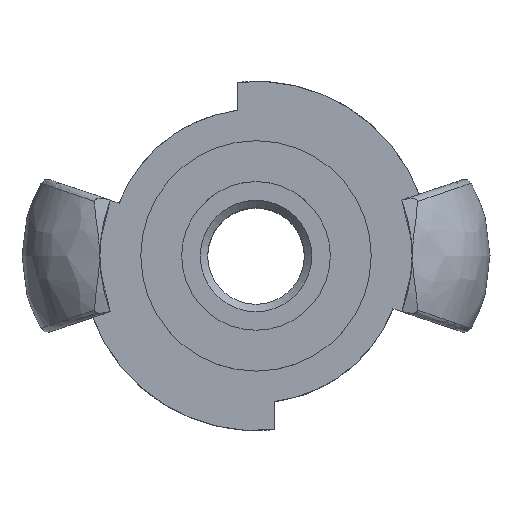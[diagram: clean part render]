
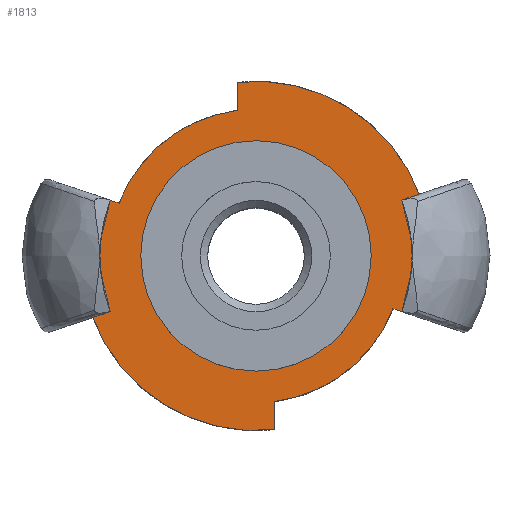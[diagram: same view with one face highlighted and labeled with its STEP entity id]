
A CAD part, top view. The second image highlights one B-rep face of the part: STEP entity #1813.
In plain terms, the highlighted planar face has unit normal (0, 0, 1).
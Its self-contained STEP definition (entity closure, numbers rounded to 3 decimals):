
#22=FACE_BOUND('',#285,.T.);
#117=PLANE('',#1983);
#188=FACE_OUTER_BOUND('',#284,.T.);
#284=EDGE_LOOP('',(#1383,#1384,#1385,#1386,#1387,#1388,#1389,#1390,#1391,
#1392,#1393,#1394));
#285=EDGE_LOOP('',(#1395));
#381=CIRCLE('',#1940,25.5);
#383=CIRCLE('',#1943,25.5);
#391=CIRCLE('',#1961,23.497);
#396=CIRCLE('',#1973,23.5);
#397=CIRCLE('',#1984,19.75);
#398=CIRCLE('',#1985,19.75);
#399=CIRCLE('',#1986,15.5);
#500=LINE('',#2882,#591);
#511=LINE('',#3063,#602);
#515=LINE('',#3089,#606);
#519=LINE('',#3115,#610);
#522=LINE('',#3132,#613);
#525=LINE('',#3355,#616);
#591=VECTOR('',#2285,10.);
#602=VECTOR('',#2326,10.);
#606=VECTOR('',#2334,10.);
#610=VECTOR('',#2350,10.);
#613=VECTOR('',#2355,10.);
#616=VECTOR('',#2362,10.);
#696=VERTEX_POINT('',#2771);
#697=VERTEX_POINT('',#2773);
#700=VERTEX_POINT('',#2798);
#701=VERTEX_POINT('',#2800);
#708=VERTEX_POINT('',#2875);
#711=VERTEX_POINT('',#2880);
#727=VERTEX_POINT('',#3004);
#728=VERTEX_POINT('',#3006);
#732=VERTEX_POINT('',#3087);
#735=VERTEX_POINT('',#3097);
#740=VERTEX_POINT('',#3131);
#752=VERTEX_POINT('',#3354);
#759=VERTEX_POINT('',#3771);
#898=EDGE_CURVE('',#696,#697,#381,.T.);
#903=EDGE_CURVE('',#700,#701,#383,.T.);
#918=EDGE_CURVE('',#708,#711,#500,.T.);
#936=EDGE_CURVE('',#728,#727,#391,.T.);
#944=EDGE_CURVE('',#728,#700,#511,.T.);
#949=EDGE_CURVE('',#727,#732,#515,.T.);
#953=EDGE_CURVE('',#735,#708,#396,.T.);
#957=EDGE_CURVE('',#735,#696,#519,.T.);
#961=EDGE_CURVE('',#701,#740,#522,.T.);
#977=EDGE_CURVE('',#697,#752,#525,.T.);
#994=EDGE_CURVE('',#752,#732,#397,.T.);
#995=EDGE_CURVE('',#740,#711,#398,.T.);
#996=EDGE_CURVE('',#759,#759,#399,.T.);
#1383=ORIENTED_EDGE('',*,*,#961,.F.);
#1384=ORIENTED_EDGE('',*,*,#903,.F.);
#1385=ORIENTED_EDGE('',*,*,#944,.F.);
#1386=ORIENTED_EDGE('',*,*,#936,.T.);
#1387=ORIENTED_EDGE('',*,*,#949,.T.);
#1388=ORIENTED_EDGE('',*,*,#994,.F.);
#1389=ORIENTED_EDGE('',*,*,#977,.F.);
#1390=ORIENTED_EDGE('',*,*,#898,.F.);
#1391=ORIENTED_EDGE('',*,*,#957,.F.);
#1392=ORIENTED_EDGE('',*,*,#953,.T.);
#1393=ORIENTED_EDGE('',*,*,#918,.T.);
#1394=ORIENTED_EDGE('',*,*,#995,.F.);
#1395=ORIENTED_EDGE('',*,*,#996,.T.);
#1813=ADVANCED_FACE('',(#188,#22),#117,.F.);
#1940=AXIS2_PLACEMENT_3D('',#2774,#2251,#2252);
#1943=AXIS2_PLACEMENT_3D('',#2801,#2259,#2260);
#1961=AXIS2_PLACEMENT_3D('',#3007,#2312,#2313);
#1973=AXIS2_PLACEMENT_3D('',#3098,#2344,#2345);
#1983=AXIS2_PLACEMENT_3D('',#3768,#2374,#2375);
#1984=AXIS2_PLACEMENT_3D('',#3769,#2376,#2377);
#1985=AXIS2_PLACEMENT_3D('',#3770,#2378,#2379);
#1986=AXIS2_PLACEMENT_3D('',#3772,#2380,#2381);
#2251=DIRECTION('center_axis',(0.,0.,-1.));
#2252=DIRECTION('ref_axis',(0.,-1.,0.));
#2259=DIRECTION('center_axis',(0.,0.,-1.));
#2260=DIRECTION('ref_axis',(0.,-1.,0.));
#2285=DIRECTION('',(0.,1.,0.));
#2312=DIRECTION('center_axis',(0.,0.,1.));
#2313=DIRECTION('ref_axis',(0.936,0.353,0.));
#2326=DIRECTION('',(0.948,0.319,0.));
#2334=DIRECTION('',(0.,-1.,0.));
#2344=DIRECTION('center_axis',(0.,0.,1.));
#2345=DIRECTION('ref_axis',(-0.936,-0.353,0.));
#2350=DIRECTION('',(-0.948,-0.319,0.));
#2355=DIRECTION('',(-0.948,0.319,0.));
#2362=DIRECTION('',(0.948,-0.319,0.));
#2374=DIRECTION('center_axis',(0.,0.,-1.));
#2375=DIRECTION('ref_axis',(-1.,0.,0.));
#2376=DIRECTION('center_axis',(0.,0.,-1.));
#2377=DIRECTION('ref_axis',(-1.,0.,0.));
#2378=DIRECTION('center_axis',(0.,0.,-1.));
#2379=DIRECTION('ref_axis',(-1.,0.,0.));
#2380=DIRECTION('center_axis',(0.,0.,-1.));
#2381=DIRECTION('ref_axis',(0.,1.,0.));
#2771=CARTESIAN_POINT('',(-23.883,-8.937,1.162));
#2773=CARTESIAN_POINT('',(-23.883,8.937,1.162));
#2774=CARTESIAN_POINT('Origin',(0.,0.,1.162));
#2798=CARTESIAN_POINT('',(23.883,8.937,1.162));
#2800=CARTESIAN_POINT('',(23.883,-8.937,1.162));
#2801=CARTESIAN_POINT('Origin',(0.,0.,1.162));
#2875=CARTESIAN_POINT('',(2.5,-23.367,1.162));
#2880=CARTESIAN_POINT('',(2.5,-19.591,1.162));
#2882=CARTESIAN_POINT('',(2.5,0.,1.162));
#3004=CARTESIAN_POINT('',(-2.5,23.364,1.162));
#3006=CARTESIAN_POINT('',(21.984,8.298,1.162));
#3007=CARTESIAN_POINT('Origin',(0.,0.,1.162));
#3063=CARTESIAN_POINT('',(7.151,3.302,1.162));
#3087=CARTESIAN_POINT('',(-2.5,19.591,1.162));
#3089=CARTESIAN_POINT('',(-2.5,0.,1.162));
#3097=CARTESIAN_POINT('',(-21.986,-8.299,1.162));
#3098=CARTESIAN_POINT('Origin',(0.,0.,1.162));
#3115=CARTESIAN_POINT('',(-11.008,-4.601,1.162));
#3131=CARTESIAN_POINT('',(18.429,-7.101,1.162));
#3132=CARTESIAN_POINT('',(16.054,-6.301,1.162));
#3354=CARTESIAN_POINT('',(-18.429,7.101,1.162));
#3355=CARTESIAN_POINT('',(-12.197,5.002,1.162));
#3768=CARTESIAN_POINT('Origin',(0.,-12.75,1.162));
#3769=CARTESIAN_POINT('Origin',(0.,0.,1.162));
#3770=CARTESIAN_POINT('Origin',(0.,0.,1.162));
#3771=CARTESIAN_POINT('',(0.,-15.5,1.162));
#3772=CARTESIAN_POINT('Origin',(0.,0.,1.162));
